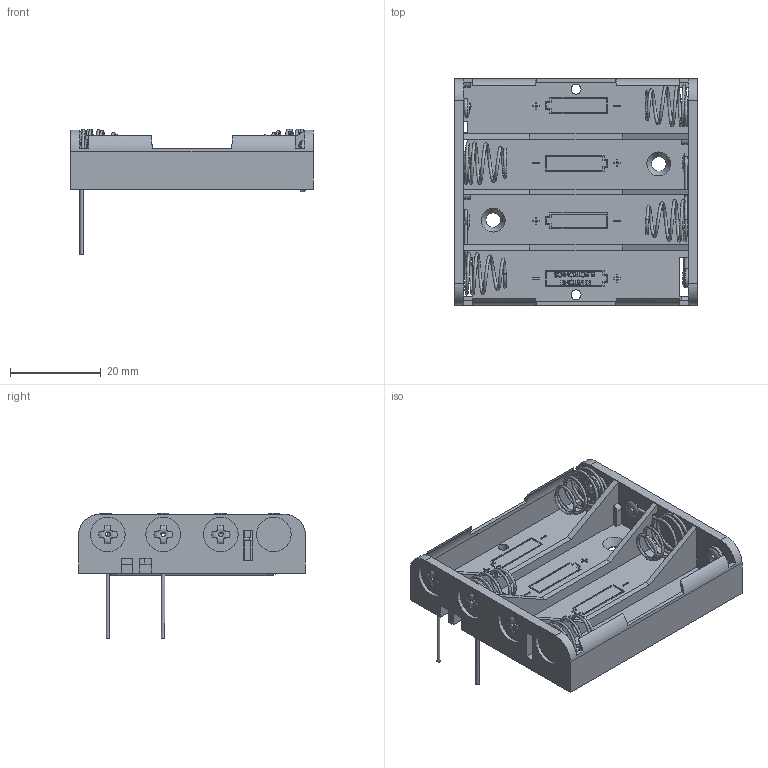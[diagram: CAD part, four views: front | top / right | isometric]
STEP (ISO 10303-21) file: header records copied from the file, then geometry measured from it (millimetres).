
FILE_DESCRIPTION(('FreeCAD Model'),'2;1');
FILE_NAME('_481015_cp.step', '2020-04-19T10:11:35',('kicad StepUp'),('ksu MCAD'), 'Open CASCADE STEP processor 7.3','FreeCAD','Unknown');
FILE_SCHEMA(('AUTOMOTIVE_DESIGN { 1 0 10303 214 1 1 1 1 }'));
Length unit declared in the file: millimetre
Products named in the file (1): _481015_cp
Bounding box: 53.5 x 50 x 27.72 mm (x, y, z)
Volume: 8777.4 mm3; surface area: 13515.1 mm2
Topology: 15 solids, 15 shells, 679 faces, 1796 edges, 1183 vertices
Faces by surface type: plane 493, bspline 85, cylinder 77, revolution 12, torus 10, cone 2
Full cylindrical faces by diameter (mm): 0.813 x2, 1.024 x6, 1.27 x3, 1.727 x2, 1.778 x6, 2.032 x2, 2.2 x2, 2.489 x6, 3.2 x2, 7.62 x8
Entity records: 34430 total; most frequent: CARTESIAN_POINT 13341, ORIENTED_EDGE 3592, DIRECTION 2917, EDGE_CURVE 1796, LINE 1275, VECTOR 1275, VERTEX_POINT 1183, AXIS2_PLACEMENT_3D 815
